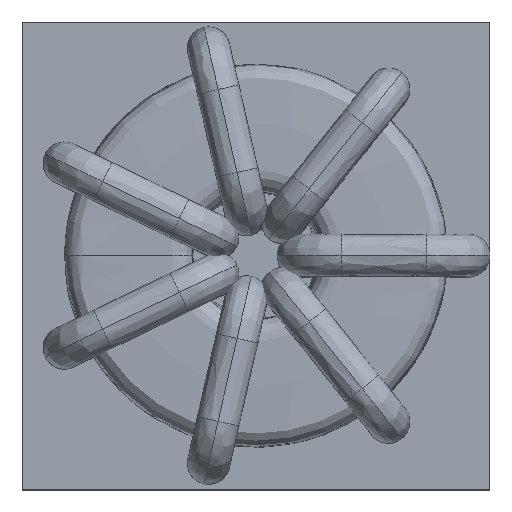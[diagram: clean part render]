
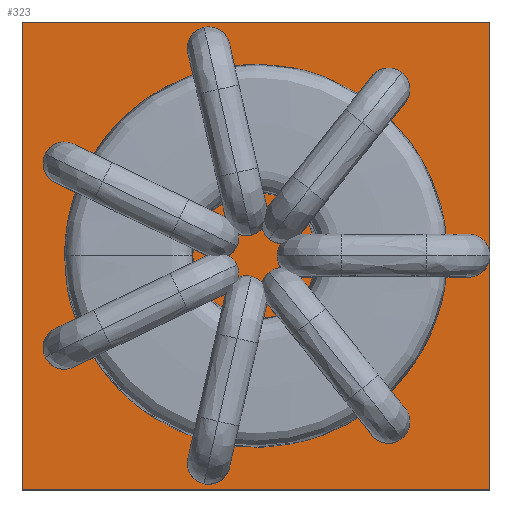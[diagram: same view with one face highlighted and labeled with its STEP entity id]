
A CAD part, top view. The second image highlights one B-rep face of the part: STEP entity #323.
In plain terms, the highlighted planar face has unit normal (0, 0, 1).
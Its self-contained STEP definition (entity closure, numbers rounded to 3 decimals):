
#14=B_SPLINE_CURVE_WITH_KNOTS('',1,(#6699,#6700),.UNSPECIFIED.,.F.,.F.,
(2,2),(0.,11.),.UNSPECIFIED.);
#18=B_SPLINE_CURVE_WITH_KNOTS('',1,(#6707,#6708),.UNSPECIFIED.,.F.,.F.,
(2,2),(11.,22.),.UNSPECIFIED.);
#21=B_SPLINE_CURVE_WITH_KNOTS('',1,(#6713,#6714),.UNSPECIFIED.,.F.,.F.,
(2,2),(22.,33.),.UNSPECIFIED.);
#23=B_SPLINE_CURVE_WITH_KNOTS('',1,(#6717,#6718),.UNSPECIFIED.,.F.,.F.,
(2,2),(33.,44.),.UNSPECIFIED.);
#323=ADVANCED_FACE('',(#461),#1816,.T.);
#461=FACE_OUTER_BOUND('',#599,.T.);
#599=EDGE_LOOP('',(#1132,#1133,#1134,#1135));
#1132=ORIENTED_EDGE('',*,*,#1394,.T.);
#1133=ORIENTED_EDGE('',*,*,#1398,.T.);
#1134=ORIENTED_EDGE('',*,*,#1401,.T.);
#1135=ORIENTED_EDGE('',*,*,#1403,.T.);
#1394=EDGE_CURVE('',#1798,#1797,#14,.T.);
#1398=EDGE_CURVE('',#1797,#1800,#18,.T.);
#1401=EDGE_CURVE('',#1800,#1802,#21,.T.);
#1403=EDGE_CURVE('',#1802,#1798,#23,.T.);
#1797=VERTEX_POINT('',#6689);
#1798=VERTEX_POINT('',#6690);
#1800=VERTEX_POINT('',#6692);
#1802=VERTEX_POINT('',#6694);
#1816=PLANE('',#1974);
#1974=AXIS2_PLACEMENT_3D('',#6686,#1992,$);
#1992=DIRECTION('',(0.,0.,1.));
#6686=CARTESIAN_POINT('',(0.,0.,2.6));
#6689=CARTESIAN_POINT('',(11.,0.,2.6));
#6690=CARTESIAN_POINT('',(0.,0.,2.6));
#6692=CARTESIAN_POINT('',(11.,11.,2.6));
#6694=CARTESIAN_POINT('',(0.,11.,2.6));
#6699=CARTESIAN_POINT('',(0.,0.,2.6));
#6700=CARTESIAN_POINT('',(11.,0.,2.6));
#6707=CARTESIAN_POINT('',(11.,0.,2.6));
#6708=CARTESIAN_POINT('',(11.,11.,2.6));
#6713=CARTESIAN_POINT('',(11.,11.,2.6));
#6714=CARTESIAN_POINT('',(0.,11.,2.6));
#6717=CARTESIAN_POINT('',(0.,11.,2.6));
#6718=CARTESIAN_POINT('',(0.,0.,2.6));
